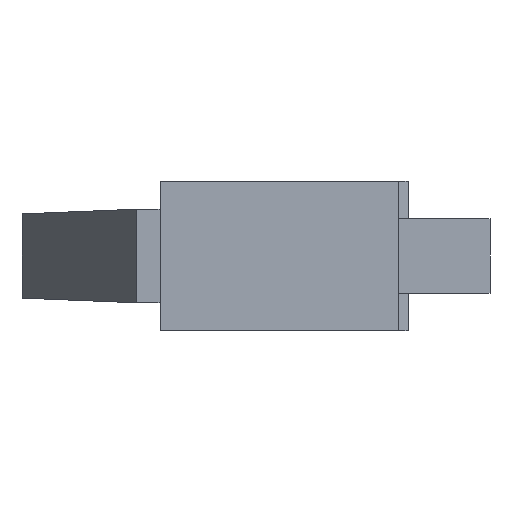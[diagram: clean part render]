
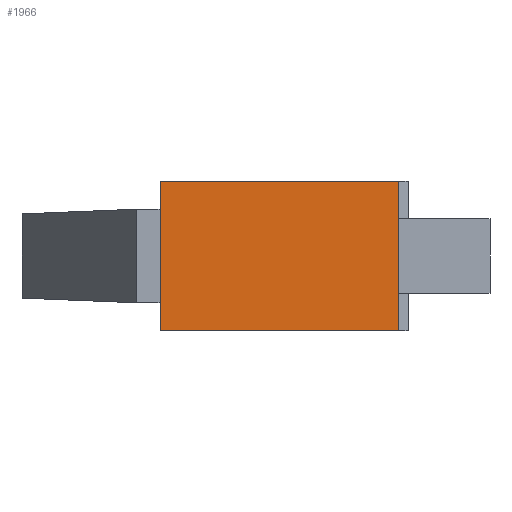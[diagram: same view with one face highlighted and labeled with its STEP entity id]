
A CAD part, left-side view. The second image highlights one B-rep face of the part: STEP entity #1966.
In plain terms, the highlighted planar face has unit normal (-1, 0, 0).
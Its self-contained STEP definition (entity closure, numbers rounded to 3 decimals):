
#57 = FACE_OUTER_BOUND ( 'NONE', #416, .T. ) ;
#63 = DIRECTION ( 'NONE',  ( 0., 0., -1. ) ) ;
#74 = ORIENTED_EDGE ( 'NONE', *, *, #842, .F. ) ;
#117 = DIRECTION ( 'NONE',  ( 0., -1., 0. ) ) ;
#240 = CARTESIAN_POINT ( 'NONE',  ( -14.6, 7.7, 3.2 ) ) ;
#281 = CARTESIAN_POINT ( 'NONE',  ( -14.6, -2.5, 3.2 ) ) ;
#416 = EDGE_LOOP ( 'NONE', ( #961, #74, #1247, #528 ) ) ;
#528 = ORIENTED_EDGE ( 'NONE', *, *, #2220, .T. ) ;
#546 = VECTOR ( 'NONE', #63, 1000. ) ;
#595 = CARTESIAN_POINT ( 'NONE',  ( -14.6, 7.7, -3.2 ) ) ;
#663 = CARTESIAN_POINT ( 'NONE',  ( -14.6, -2.5, 3.2 ) ) ;
#751 = PLANE ( 'NONE',  #805 ) ;
#770 = CARTESIAN_POINT ( 'NONE',  ( -14.6, -2.5, -3.2 ) ) ;
#805 = AXIS2_PLACEMENT_3D ( 'NONE', #281, #835, #1516 ) ;
#835 = DIRECTION ( 'NONE',  ( 1., 0., 0. ) ) ;
#842 = EDGE_CURVE ( 'NONE', #1987, #1262, #1096, .T. ) ;
#899 = VERTEX_POINT ( 'NONE', #595 ) ;
#916 = VECTOR ( 'NONE', #1838, 1000. ) ;
#961 = ORIENTED_EDGE ( 'NONE', *, *, #1593, .T. ) ;
#962 = CARTESIAN_POINT ( 'NONE',  ( -14.6, 7.7, 3.2 ) ) ;
#969 = EDGE_CURVE ( 'NONE', #2255, #1987, #1016, .T. ) ;
#1016 = LINE ( 'NONE', #663, #2172 ) ;
#1096 = LINE ( 'NONE', #1485, #916 ) ;
#1247 = ORIENTED_EDGE ( 'NONE', *, *, #969, .F. ) ;
#1262 = VERTEX_POINT ( 'NONE', #1456 ) ;
#1456 = CARTESIAN_POINT ( 'NONE',  ( -14.6, -2.5, -3.2 ) ) ;
#1485 = CARTESIAN_POINT ( 'NONE',  ( -14.6, -2.5, 3.2 ) ) ;
#1491 = CARTESIAN_POINT ( 'NONE',  ( -14.6, -2.5, 3.2 ) ) ;
#1516 = DIRECTION ( 'NONE',  ( 0., -1., 0. ) ) ;
#1593 = EDGE_CURVE ( 'NONE', #899, #1262, #1829, .T. ) ;
#1811 = LINE ( 'NONE', #240, #546 ) ;
#1829 = LINE ( 'NONE', #770, #1979 ) ;
#1838 = DIRECTION ( 'NONE',  ( 0., 0., -1. ) ) ;
#1966 = ADVANCED_FACE ( 'NONE', ( #57 ), #751, .F. ) ;
#1979 = VECTOR ( 'NONE', #1997, 1000. ) ;
#1987 = VERTEX_POINT ( 'NONE', #1491 ) ;
#1997 = DIRECTION ( 'NONE',  ( 0., -1., 0. ) ) ;
#2172 = VECTOR ( 'NONE', #117, 1000. ) ;
#2220 = EDGE_CURVE ( 'NONE', #2255, #899, #1811, .T. ) ;
#2255 = VERTEX_POINT ( 'NONE', #962 ) ;
